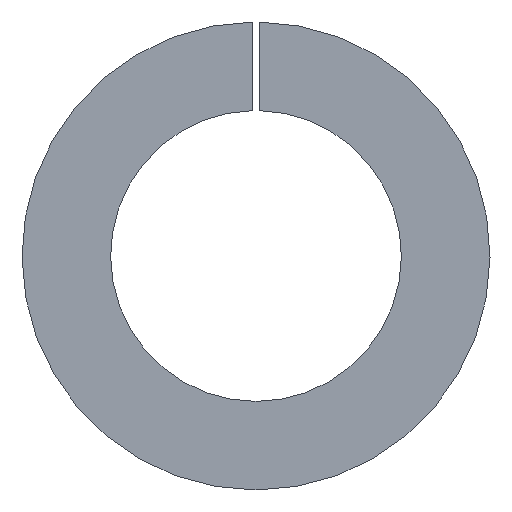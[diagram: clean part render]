
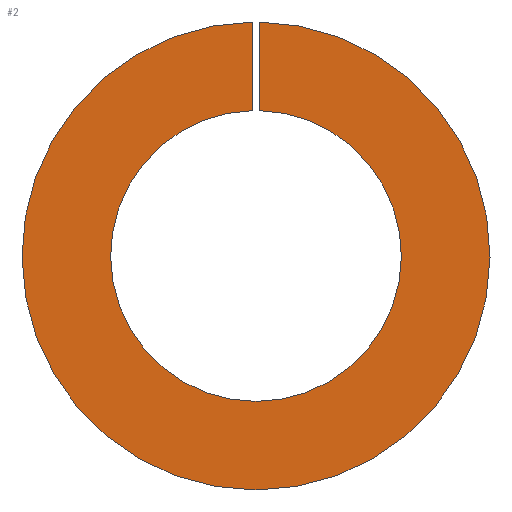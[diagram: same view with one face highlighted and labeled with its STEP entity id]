
A CAD part, front view. The second image highlights one B-rep face of the part: STEP entity #2.
In plain terms, the highlighted planar face has unit normal (0, -1, 0).
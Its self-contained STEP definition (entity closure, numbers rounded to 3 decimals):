
#2 = ADVANCED_FACE ( 'NONE', ( #131 ), #239, .F. ) ;
#14 = AXIS2_PLACEMENT_3D ( 'NONE', #100, #180, #102 ) ;
#15 = CARTESIAN_POINT ( 'NONE',  ( 0., 0., -9.525 ) ) ;
#20 = CARTESIAN_POINT ( 'NONE',  ( 0.125, 0., 0. ) ) ;
#24 = ORIENTED_EDGE ( 'NONE', *, *, #43, .T. ) ;
#29 = CIRCLE ( 'NONE', #71, 5.918 ) ;
#39 = CARTESIAN_POINT ( 'NONE',  ( 0.125, 0., 9.524 ) ) ;
#43 = EDGE_CURVE ( 'NONE', #191, #235, #130, .T. ) ;
#55 = ORIENTED_EDGE ( 'NONE', *, *, #192, .F. ) ;
#59 = DIRECTION ( 'NONE',  ( 0., 0., 1. ) ) ;
#62 = DIRECTION ( 'NONE',  ( 0., 0., 1. ) ) ;
#65 = DIRECTION ( 'NONE',  ( 0., 1., 0. ) ) ;
#67 = DIRECTION ( 'NONE',  ( 0., 1., 0. ) ) ;
#68 = CARTESIAN_POINT ( 'NONE',  ( 0., 0., 0. ) ) ;
#70 = VERTEX_POINT ( 'NONE', #15 ) ;
#71 = AXIS2_PLACEMENT_3D ( 'NONE', #68, #65, #225 ) ;
#75 = CARTESIAN_POINT ( 'NONE',  ( 0., 0., 0. ) ) ;
#81 = CIRCLE ( 'NONE', #142, 9.525 ) ;
#89 = EDGE_LOOP ( 'NONE', ( #24, #157, #94, #114, #55, #234 ) ) ;
#94 = ORIENTED_EDGE ( 'NONE', *, *, #147, .T. ) ;
#96 = VERTEX_POINT ( 'NONE', #167 ) ;
#100 = CARTESIAN_POINT ( 'NONE',  ( 0., 0., 0. ) ) ;
#102 = DIRECTION ( 'NONE',  ( 0., 0., 1. ) ) ;
#104 = LINE ( 'NONE', #257, #245 ) ;
#105 = CARTESIAN_POINT ( 'NONE',  ( 0., 0., 0. ) ) ;
#110 = DIRECTION ( 'NONE',  ( 0., 1., 0. ) ) ;
#111 = VERTEX_POINT ( 'NONE', #39 ) ;
#114 = ORIENTED_EDGE ( 'NONE', *, *, #170, .F. ) ;
#121 = EDGE_CURVE ( 'NONE', #191, #111, #203, .T. ) ;
#126 = CARTESIAN_POINT ( 'NONE',  ( 0.125, 0., 5.917 ) ) ;
#130 = CIRCLE ( 'NONE', #14, 5.918 ) ;
#131 = FACE_OUTER_BOUND ( 'NONE', #89, .T. ) ;
#136 = DIRECTION ( 'NONE',  ( 0., 0., 1. ) ) ;
#142 = AXIS2_PLACEMENT_3D ( 'NONE', #188, #190, #184 ) ;
#147 = EDGE_CURVE ( 'NONE', #96, #172, #104, .T. ) ;
#157 = ORIENTED_EDGE ( 'NONE', *, *, #232, .T. ) ;
#167 = CARTESIAN_POINT ( 'NONE',  ( -0.125, 0., 5.917 ) ) ;
#170 = EDGE_CURVE ( 'NONE', #70, #172, #217, .T. ) ;
#172 = VERTEX_POINT ( 'NONE', #204 ) ;
#180 = DIRECTION ( 'NONE',  ( 0., 1., 0. ) ) ;
#184 = DIRECTION ( 'NONE',  ( 0., 0., 1. ) ) ;
#188 = CARTESIAN_POINT ( 'NONE',  ( 0., 0., 0. ) ) ;
#190 = DIRECTION ( 'NONE',  ( 0., 1., 0. ) ) ;
#191 = VERTEX_POINT ( 'NONE', #126 ) ;
#192 = EDGE_CURVE ( 'NONE', #111, #70, #81, .T. ) ;
#200 = DIRECTION ( 'NONE',  ( 0., 0., 1. ) ) ;
#203 = LINE ( 'NONE', #20, #241 ) ;
#204 = CARTESIAN_POINT ( 'NONE',  ( -0.125, 0., 9.524 ) ) ;
#205 = AXIS2_PLACEMENT_3D ( 'NONE', #105, #67, #62 ) ;
#217 = CIRCLE ( 'NONE', #205, 9.525 ) ;
#219 = AXIS2_PLACEMENT_3D ( 'NONE', #75, #110, #136 ) ;
#225 = DIRECTION ( 'NONE',  ( 0., 0., 1. ) ) ;
#232 = EDGE_CURVE ( 'NONE', #235, #96, #29, .T. ) ;
#233 = CARTESIAN_POINT ( 'NONE',  ( 0., 0., -5.918 ) ) ;
#234 = ORIENTED_EDGE ( 'NONE', *, *, #121, .F. ) ;
#235 = VERTEX_POINT ( 'NONE', #233 ) ;
#239 = PLANE ( 'NONE',  #219 ) ;
#241 = VECTOR ( 'NONE', #59, 1000. ) ;
#245 = VECTOR ( 'NONE', #200, 1000. ) ;
#257 = CARTESIAN_POINT ( 'NONE',  ( -0.125, 0., 0. ) ) ;
